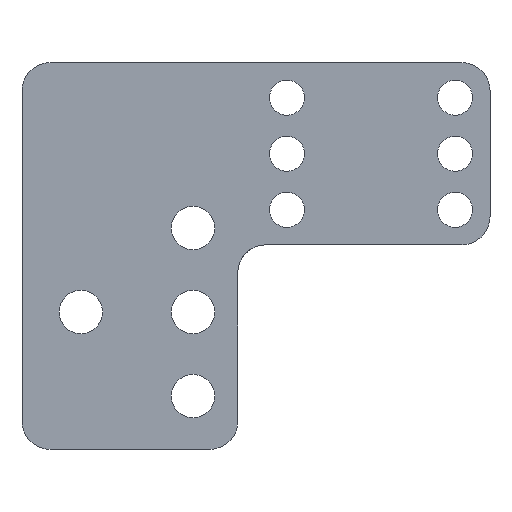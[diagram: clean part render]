
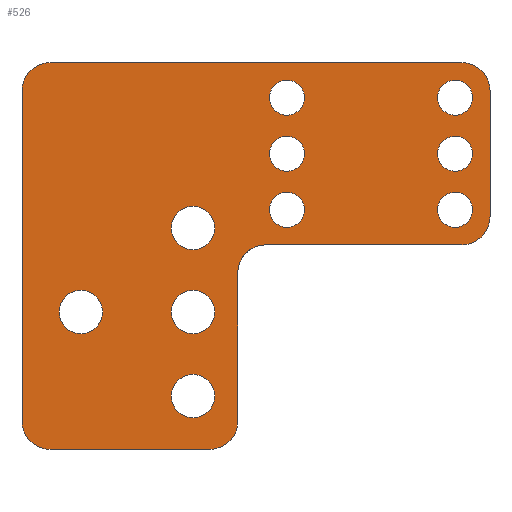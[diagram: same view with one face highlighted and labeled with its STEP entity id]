
A CAD part, front view. The second image highlights one B-rep face of the part: STEP entity #526.
In plain terms, the highlighted planar face has unit normal (0, -1, 0).
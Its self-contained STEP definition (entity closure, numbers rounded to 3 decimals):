
#25=FACE_BOUND('',#106,.T.);
#26=FACE_BOUND('',#107,.T.);
#27=FACE_BOUND('',#108,.T.);
#28=FACE_BOUND('',#109,.T.);
#29=FACE_BOUND('',#110,.T.);
#30=FACE_BOUND('',#111,.T.);
#31=FACE_BOUND('',#112,.T.);
#32=FACE_BOUND('',#113,.T.);
#33=FACE_BOUND('',#114,.T.);
#34=FACE_BOUND('',#115,.T.);
#43=PLANE('',#599);
#69=FACE_OUTER_BOUND('',#105,.T.);
#105=EDGE_LOOP('',(#462,#463,#464,#465,#466,#467,#468,#469,#470,#471,#472,
#473));
#106=EDGE_LOOP('',(#474));
#107=EDGE_LOOP('',(#475));
#108=EDGE_LOOP('',(#476));
#109=EDGE_LOOP('',(#477));
#110=EDGE_LOOP('',(#478));
#111=EDGE_LOOP('',(#479));
#112=EDGE_LOOP('',(#480));
#113=EDGE_LOOP('',(#481));
#114=EDGE_LOOP('',(#482));
#115=EDGE_LOOP('',(#483));
#126=CIRCLE('',#555,2.);
#127=CIRCLE('',#558,2.);
#135=CIRCLE('',#568,2.);
#136=CIRCLE('',#570,2.);
#137=CIRCLE('',#573,2.);
#138=CIRCLE('',#576,2.);
#139=CIRCLE('',#578,1.25);
#140=CIRCLE('',#580,1.25);
#141=CIRCLE('',#582,1.25);
#142=CIRCLE('',#584,1.25);
#143=CIRCLE('',#586,1.25);
#144=CIRCLE('',#588,1.55);
#145=CIRCLE('',#590,1.55);
#146=CIRCLE('',#592,1.55);
#147=CIRCLE('',#594,1.25);
#148=CIRCLE('',#596,1.55);
#152=LINE('',#776,#189);
#160=LINE('',#811,#197);
#169=LINE('',#849,#206);
#172=LINE('',#857,#209);
#184=LINE('',#903,#221);
#185=LINE('',#905,#222);
#189=VECTOR('',#611,10.);
#197=VECTOR('',#645,10.);
#206=VECTOR('',#684,10.);
#209=VECTOR('',#693,10.);
#221=VECTOR('',#751,10.);
#222=VECTOR('',#754,10.);
#228=VERTEX_POINT('',#773);
#229=VERTEX_POINT('',#775);
#242=VERTEX_POINT('',#805);
#243=VERTEX_POINT('',#809);
#244=VERTEX_POINT('',#813);
#254=VERTEX_POINT('',#837);
#255=VERTEX_POINT('',#841);
#256=VERTEX_POINT('',#843);
#257=VERTEX_POINT('',#847);
#258=VERTEX_POINT('',#851);
#259=VERTEX_POINT('',#852);
#260=VERTEX_POINT('',#859);
#261=VERTEX_POINT('',#863);
#262=VERTEX_POINT('',#867);
#263=VERTEX_POINT('',#871);
#264=VERTEX_POINT('',#875);
#265=VERTEX_POINT('',#879);
#266=VERTEX_POINT('',#883);
#267=VERTEX_POINT('',#887);
#268=VERTEX_POINT('',#891);
#269=VERTEX_POINT('',#895);
#270=VERTEX_POINT('',#899);
#276=EDGE_CURVE('',#229,#228,#152,.T.);
#292=EDGE_CURVE('',#242,#228,#126,.T.);
#294=EDGE_CURVE('',#242,#243,#160,.T.);
#296=EDGE_CURVE('',#244,#243,#127,.T.);
#307=EDGE_CURVE('',#229,#254,#135,.T.);
#310=EDGE_CURVE('',#255,#256,#136,.T.);
#313=EDGE_CURVE('',#255,#257,#169,.T.);
#314=EDGE_CURVE('',#258,#259,#137,.T.);
#317=EDGE_CURVE('',#258,#254,#172,.T.);
#318=EDGE_CURVE('',#260,#257,#138,.T.);
#321=EDGE_CURVE('',#261,#261,#139,.T.);
#323=EDGE_CURVE('',#262,#262,#140,.T.);
#325=EDGE_CURVE('',#263,#263,#141,.T.);
#327=EDGE_CURVE('',#264,#264,#142,.T.);
#329=EDGE_CURVE('',#265,#265,#143,.T.);
#331=EDGE_CURVE('',#266,#266,#144,.T.);
#333=EDGE_CURVE('',#267,#267,#145,.T.);
#335=EDGE_CURVE('',#268,#268,#146,.T.);
#337=EDGE_CURVE('',#269,#269,#147,.T.);
#339=EDGE_CURVE('',#270,#270,#148,.T.);
#340=EDGE_CURVE('',#244,#256,#184,.T.);
#341=EDGE_CURVE('',#260,#259,#185,.T.);
#462=ORIENTED_EDGE('',*,*,#296,.F.);
#463=ORIENTED_EDGE('',*,*,#340,.T.);
#464=ORIENTED_EDGE('',*,*,#310,.F.);
#465=ORIENTED_EDGE('',*,*,#313,.T.);
#466=ORIENTED_EDGE('',*,*,#318,.F.);
#467=ORIENTED_EDGE('',*,*,#341,.T.);
#468=ORIENTED_EDGE('',*,*,#314,.F.);
#469=ORIENTED_EDGE('',*,*,#317,.T.);
#470=ORIENTED_EDGE('',*,*,#307,.F.);
#471=ORIENTED_EDGE('',*,*,#276,.T.);
#472=ORIENTED_EDGE('',*,*,#292,.F.);
#473=ORIENTED_EDGE('',*,*,#294,.T.);
#474=ORIENTED_EDGE('',*,*,#339,.T.);
#475=ORIENTED_EDGE('',*,*,#337,.T.);
#476=ORIENTED_EDGE('',*,*,#335,.T.);
#477=ORIENTED_EDGE('',*,*,#333,.T.);
#478=ORIENTED_EDGE('',*,*,#331,.T.);
#479=ORIENTED_EDGE('',*,*,#329,.T.);
#480=ORIENTED_EDGE('',*,*,#327,.T.);
#481=ORIENTED_EDGE('',*,*,#325,.T.);
#482=ORIENTED_EDGE('',*,*,#323,.T.);
#483=ORIENTED_EDGE('',*,*,#321,.T.);
#526=ADVANCED_FACE('',(#69,#25,#26,#27,#28,#29,#30,#31,#32,#33,#34),#43,
 .T.);
#555=AXIS2_PLACEMENT_3D('',#807,#640,#641);
#558=AXIS2_PLACEMENT_3D('',#815,#649,#650);
#568=AXIS2_PLACEMENT_3D('',#838,#672,#673);
#570=AXIS2_PLACEMENT_3D('',#844,#678,#679);
#573=AXIS2_PLACEMENT_3D('',#853,#687,#688);
#576=AXIS2_PLACEMENT_3D('',#860,#696,#697);
#578=AXIS2_PLACEMENT_3D('',#865,#702,#703);
#580=AXIS2_PLACEMENT_3D('',#869,#707,#708);
#582=AXIS2_PLACEMENT_3D('',#873,#712,#713);
#584=AXIS2_PLACEMENT_3D('',#877,#717,#718);
#586=AXIS2_PLACEMENT_3D('',#881,#722,#723);
#588=AXIS2_PLACEMENT_3D('',#885,#727,#728);
#590=AXIS2_PLACEMENT_3D('',#889,#732,#733);
#592=AXIS2_PLACEMENT_3D('',#893,#737,#738);
#594=AXIS2_PLACEMENT_3D('',#897,#742,#743);
#596=AXIS2_PLACEMENT_3D('',#901,#747,#748);
#599=AXIS2_PLACEMENT_3D('',#906,#755,#756);
#611=DIRECTION('',(0.,0.,1.));
#640=DIRECTION('center_axis',(0.,-1.,0.));
#641=DIRECTION('ref_axis',(-0.707,0.,0.707));
#645=DIRECTION('',(1.,0.,0.));
#649=DIRECTION('center_axis',(0.,1.,0.));
#650=DIRECTION('ref_axis',(0.707,0.,-0.707));
#672=DIRECTION('center_axis',(0.,1.,0.));
#673=DIRECTION('ref_axis',(0.707,0.,-0.707));
#678=DIRECTION('center_axis',(0.,1.,0.));
#679=DIRECTION('ref_axis',(0.707,0.,0.707));
#684=DIRECTION('',(-1.,0.,0.));
#687=DIRECTION('center_axis',(0.,1.,0.));
#688=DIRECTION('ref_axis',(-0.707,0.,-0.707));
#693=DIRECTION('',(1.,0.,0.));
#696=DIRECTION('center_axis',(0.,1.,0.));
#697=DIRECTION('ref_axis',(-0.707,0.,0.707));
#702=DIRECTION('center_axis',(0.,1.,0.));
#703=DIRECTION('ref_axis',(1.,0.,0.));
#707=DIRECTION('center_axis',(0.,1.,0.));
#708=DIRECTION('ref_axis',(1.,0.,0.));
#712=DIRECTION('center_axis',(0.,1.,0.));
#713=DIRECTION('ref_axis',(1.,0.,0.));
#717=DIRECTION('center_axis',(0.,1.,0.));
#718=DIRECTION('ref_axis',(1.,0.,0.));
#722=DIRECTION('center_axis',(0.,1.,0.));
#723=DIRECTION('ref_axis',(1.,0.,0.));
#727=DIRECTION('center_axis',(0.,1.,0.));
#728=DIRECTION('ref_axis',(1.,0.,0.));
#732=DIRECTION('center_axis',(0.,1.,0.));
#733=DIRECTION('ref_axis',(1.,0.,0.));
#737=DIRECTION('center_axis',(0.,1.,0.));
#738=DIRECTION('ref_axis',(1.,0.,0.));
#742=DIRECTION('center_axis',(0.,1.,0.));
#743=DIRECTION('ref_axis',(1.,0.,0.));
#747=DIRECTION('center_axis',(0.,1.,0.));
#748=DIRECTION('ref_axis',(1.,0.,0.));
#751=DIRECTION('',(0.,0.,1.));
#754=DIRECTION('',(0.,0.,-1.));
#755=DIRECTION('center_axis',(0.,-1.,0.));
#756=DIRECTION('ref_axis',(1.,0.,0.));
#773=CARTESIAN_POINT('',(-9.507,-13.,-1.9));
#775=CARTESIAN_POINT('',(-9.507,-13.,-12.5));
#776=CARTESIAN_POINT('',(-9.507,-13.,-14.5));
#805=CARTESIAN_POINT('',(-7.507,-13.,0.1));
#807=CARTESIAN_POINT('Origin',(-7.507,-13.,-1.9));
#809=CARTESIAN_POINT('',(6.493,-13.,0.1));
#811=CARTESIAN_POINT('',(8.493,-13.,0.1));
#813=CARTESIAN_POINT('',(8.493,-13.,2.1));
#815=CARTESIAN_POINT('Origin',(6.493,-13.,2.1));
#837=CARTESIAN_POINT('',(-11.507,-13.,-14.5));
#838=CARTESIAN_POINT('Origin',(-11.507,-13.,-12.5));
#841=CARTESIAN_POINT('',(6.493,-13.,13.1));
#843=CARTESIAN_POINT('',(8.493,-13.,11.1));
#844=CARTESIAN_POINT('Origin',(6.493,-13.,11.1));
#847=CARTESIAN_POINT('',(-22.907,-13.,13.1));
#849=CARTESIAN_POINT('',(-0.507,-13.,13.1));
#851=CARTESIAN_POINT('',(-22.907,-13.,-14.5));
#852=CARTESIAN_POINT('',(-24.907,-13.,-12.5));
#853=CARTESIAN_POINT('Origin',(-22.907,-13.,-12.5));
#857=CARTESIAN_POINT('',(-24.907,-13.,-14.5));
#859=CARTESIAN_POINT('',(-24.907,-13.,11.1));
#860=CARTESIAN_POINT('Origin',(-22.907,-13.,11.1));
#863=CARTESIAN_POINT('',(4.75,-13.,6.6));
#865=CARTESIAN_POINT('Origin',(6.,-13.,6.6));
#867=CARTESIAN_POINT('',(-7.25,-13.,2.6));
#869=CARTESIAN_POINT('Origin',(-6.,-13.,2.6));
#871=CARTESIAN_POINT('',(4.75,-13.,10.6));
#873=CARTESIAN_POINT('Origin',(6.,-13.,10.6));
#875=CARTESIAN_POINT('',(4.75,-13.,2.6));
#877=CARTESIAN_POINT('Origin',(6.,-13.,2.6));
#879=CARTESIAN_POINT('',(-7.25,-13.,6.6));
#881=CARTESIAN_POINT('Origin',(-6.,-13.,6.6));
#883=CARTESIAN_POINT('',(-14.257,-13.,-10.7));
#885=CARTESIAN_POINT('Origin',(-12.707,-13.,-10.7));
#887=CARTESIAN_POINT('',(-14.257,-13.,-4.7));
#889=CARTESIAN_POINT('Origin',(-12.707,-13.,-4.7));
#891=CARTESIAN_POINT('',(-14.257,-13.,1.3));
#893=CARTESIAN_POINT('Origin',(-12.707,-13.,1.3));
#895=CARTESIAN_POINT('',(-7.25,-13.,10.6));
#897=CARTESIAN_POINT('Origin',(-6.,-13.,10.6));
#899=CARTESIAN_POINT('',(-22.257,-13.,-4.7));
#901=CARTESIAN_POINT('Origin',(-20.707,-13.,-4.7));
#903=CARTESIAN_POINT('',(8.493,-13.,5.1));
#905=CARTESIAN_POINT('',(-24.907,-13.,13.1));
#906=CARTESIAN_POINT('Origin',(-8.207,-13.,-0.7));
